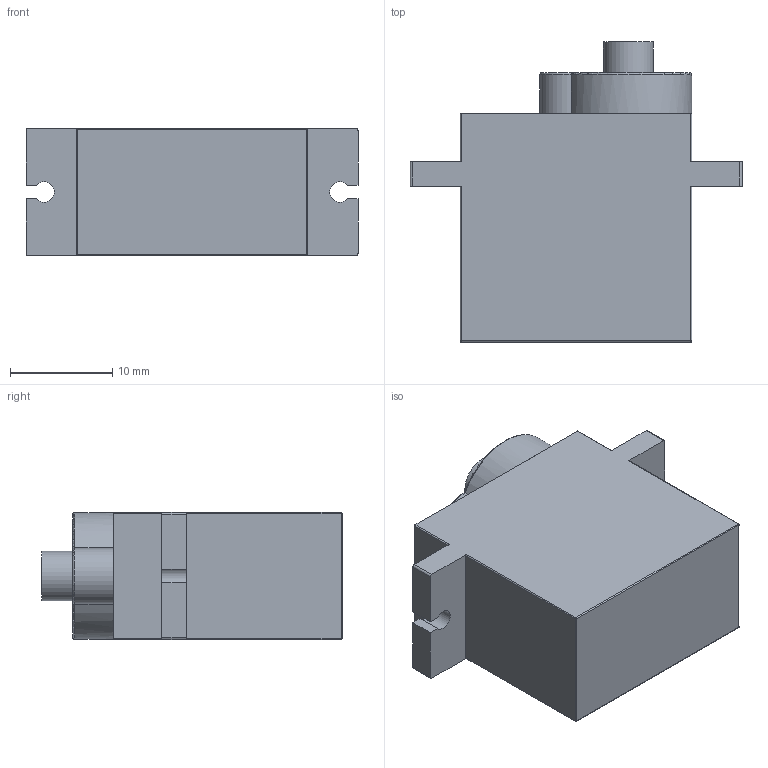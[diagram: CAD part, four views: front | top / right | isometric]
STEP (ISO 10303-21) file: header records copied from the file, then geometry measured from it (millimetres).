
FILE_DESCRIPTION(/* description */ (''),/* implementation_level */ '2;1');
FILE_NAME(/* name */ '9G servo.step',/* time_stamp */ '2020-08-06T18:36:21+01:00',/* author */ (''),/* organization */ (''),/* preprocessor_version */ 'ST-DEVELOPER v18.1',/* originating_system */ 'Autodesk Translation Framework v9.3.0.1241',/* authorisation */ '');
FILE_SCHEMA (('AUTOMOTIVE_DESIGN { 1 0 10303 214 3 1 1 }'));
Length unit declared in the file: millimetre
Products named in the file (1): 9G servo#
Bounding box: 32.4 x 29.3 x 12.4 mm (x, y, z)
Volume: 7095.3 mm3; surface area: 2651.7 mm2
Topology: 1 solids, 1 shells, 68 faces, 173 edges, 109 vertices
Faces by surface type: cylinder 33, plane 26, sphere 4, bspline 2, torus 2, cone 1
Full cylindrical faces by diameter (mm): 1.775 x2, 2.28 x1, 4.84 x1
Entity records: 2968 total; most frequent: CARTESIAN_POINT 1297, ORIENTED_EDGE 346, DIRECTION 331, EDGE_CURVE 173, AXIS2_PLACEMENT_3D 121, VERTEX_POINT 109, LINE 89, VECTOR 89
